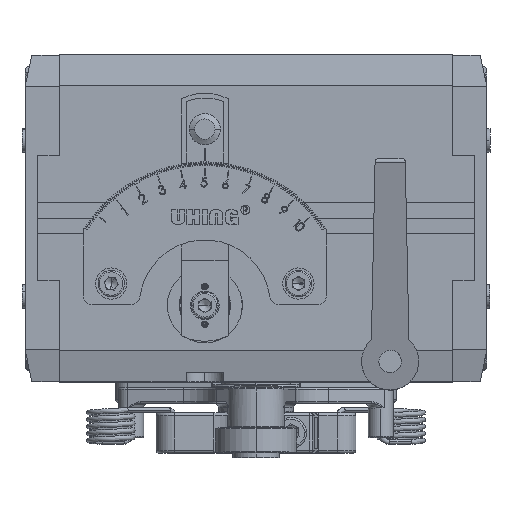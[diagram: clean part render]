
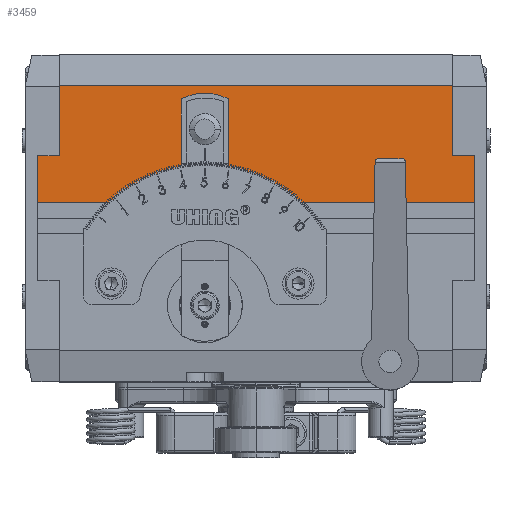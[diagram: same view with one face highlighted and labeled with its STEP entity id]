
A CAD part, top view. The second image highlights one B-rep face of the part: STEP entity #3459.
In plain terms, the highlighted planar face has unit normal (0, 0, 1).
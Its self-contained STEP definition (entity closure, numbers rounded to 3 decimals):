
#2831 = DIRECTION ( 'NONE',  ( 1., 0., 0. ) ) ;
#3459 = ADVANCED_FACE ( 'NONE', ( #125516 ), #114608, .F. ) ;
#5090 = LINE ( 'NONE', #20551, #76155 ) ;
#6605 = VERTEX_POINT ( 'NONE', #155176 ) ;
#7190 = LINE ( 'NONE', #20825, #137001 ) ;
#7526 = VECTOR ( 'NONE', #54739, 1000. ) ;
#7740 = VECTOR ( 'NONE', #16301, 1000. ) ;
#7972 = VERTEX_POINT ( 'NONE', #56948 ) ;
#11969 = DIRECTION ( 'NONE',  ( 0., 1., 0. ) ) ;
#14503 = ORIENTED_EDGE ( 'NONE', *, *, #72690, .F. ) ;
#16301 = DIRECTION ( 'NONE',  ( 1., 0., 0. ) ) ;
#18350 = LINE ( 'NONE', #34767, #172148 ) ;
#18905 = EDGE_LOOP ( 'NONE', ( #116982, #20853, #42346, #113508, #66357, #155620, #14503, #57783 ) ) ;
#20551 = CARTESIAN_POINT ( 'NONE',  ( 63., 105., 43. ) ) ;
#20825 = CARTESIAN_POINT ( 'NONE',  ( -70., 95., 43. ) ) ;
#20853 = ORIENTED_EDGE ( 'NONE', *, *, #125107, .F. ) ;
#23806 = VERTEX_POINT ( 'NONE', #27055 ) ;
#27055 = CARTESIAN_POINT ( 'NONE',  ( -63., 72.5, 43. ) ) ;
#28856 = DIRECTION ( 'NONE',  ( 1., 0., 0. ) ) ;
#29434 = EDGE_CURVE ( 'NONE', #53957, #35941, #5090, .T. ) ;
#30196 = CARTESIAN_POINT ( 'NONE',  ( -70., 57.5, 43. ) ) ;
#31569 = DIRECTION ( 'NONE',  ( 0., 0., -1. ) ) ;
#31716 = CARTESIAN_POINT ( 'NONE',  ( 70., 72.5, 43. ) ) ;
#34767 = CARTESIAN_POINT ( 'NONE',  ( -63., 105., 43. ) ) ;
#35941 = VERTEX_POINT ( 'NONE', #166404 ) ;
#42346 = ORIENTED_EDGE ( 'NONE', *, *, #91864, .F. ) ;
#53957 = VERTEX_POINT ( 'NONE', #104687 ) ;
#54739 = DIRECTION ( 'NONE',  ( 1., 0., 0. ) ) ;
#56502 = AXIS2_PLACEMENT_3D ( 'NONE', #59028, #31569, #28856 ) ;
#56948 = CARTESIAN_POINT ( 'NONE',  ( -70., 72.5, 43. ) ) ;
#57783 = ORIENTED_EDGE ( 'NONE', *, *, #29434, .F. ) ;
#59028 = CARTESIAN_POINT ( 'NONE',  ( -70., 95., 43. ) ) ;
#66357 = ORIENTED_EDGE ( 'NONE', *, *, #170634, .T. ) ;
#72690 = EDGE_CURVE ( 'NONE', #35941, #124631, #85736, .T. ) ;
#76155 = VECTOR ( 'NONE', #159935, 1000. ) ;
#77641 = VECTOR ( 'NONE', #11969, 1000. ) ;
#81340 = LINE ( 'NONE', #136813, #77641 ) ;
#85736 = LINE ( 'NONE', #141162, #7740 ) ;
#89539 = DIRECTION ( 'NONE',  ( 0., 1., 0. ) ) ;
#91864 = EDGE_CURVE ( 'NONE', #7972, #23806, #120377, .T. ) ;
#93681 = EDGE_CURVE ( 'NONE', #99992, #124631, #156645, .T. ) ;
#98571 = CARTESIAN_POINT ( 'NONE',  ( 70., 95., 43. ) ) ;
#99153 = CARTESIAN_POINT ( 'NONE',  ( -63., 95., 43. ) ) ;
#99992 = VERTEX_POINT ( 'NONE', #103851 ) ;
#103851 = CARTESIAN_POINT ( 'NONE',  ( 70., 57.5, 43. ) ) ;
#104687 = CARTESIAN_POINT ( 'NONE',  ( 63., 95., 43. ) ) ;
#113508 = ORIENTED_EDGE ( 'NONE', *, *, #133674, .F. ) ;
#114608 = PLANE ( 'NONE',  #56502 ) ;
#116982 = ORIENTED_EDGE ( 'NONE', *, *, #158231, .F. ) ;
#120377 = LINE ( 'NONE', #138436, #7526 ) ;
#124631 = VERTEX_POINT ( 'NONE', #31716 ) ;
#125107 = EDGE_CURVE ( 'NONE', #23806, #169918, #18350, .T. ) ;
#125516 = FACE_OUTER_BOUND ( 'NONE', #18905, .T. ) ;
#133674 = EDGE_CURVE ( 'NONE', #6605, #7972, #81340, .T. ) ;
#136813 = CARTESIAN_POINT ( 'NONE',  ( -70., 95., 43. ) ) ;
#137001 = VECTOR ( 'NONE', #160206, 1000. ) ;
#138436 = CARTESIAN_POINT ( 'NONE',  ( -70., 72.5, 43. ) ) ;
#141162 = CARTESIAN_POINT ( 'NONE',  ( 70., 72.5, 43. ) ) ;
#141852 = VECTOR ( 'NONE', #154847, 1000. ) ;
#154847 = DIRECTION ( 'NONE',  ( 0., 1., 0. ) ) ;
#155176 = CARTESIAN_POINT ( 'NONE',  ( -70., 57.5, 43. ) ) ;
#155620 = ORIENTED_EDGE ( 'NONE', *, *, #93681, .T. ) ;
#156645 = LINE ( 'NONE', #98571, #141852 ) ;
#158231 = EDGE_CURVE ( 'NONE', #169918, #53957, #7190, .T. ) ;
#159935 = DIRECTION ( 'NONE',  ( 0., -1., 0. ) ) ;
#160206 = DIRECTION ( 'NONE',  ( 1., 0., 0. ) ) ;
#161524 = VECTOR ( 'NONE', #2831, 1000. ) ;
#166404 = CARTESIAN_POINT ( 'NONE',  ( 63., 72.5, 43. ) ) ;
#169918 = VERTEX_POINT ( 'NONE', #99153 ) ;
#170476 = LINE ( 'NONE', #30196, #161524 ) ;
#170634 = EDGE_CURVE ( 'NONE', #6605, #99992, #170476, .T. ) ;
#172148 = VECTOR ( 'NONE', #89539, 1000. ) ;
